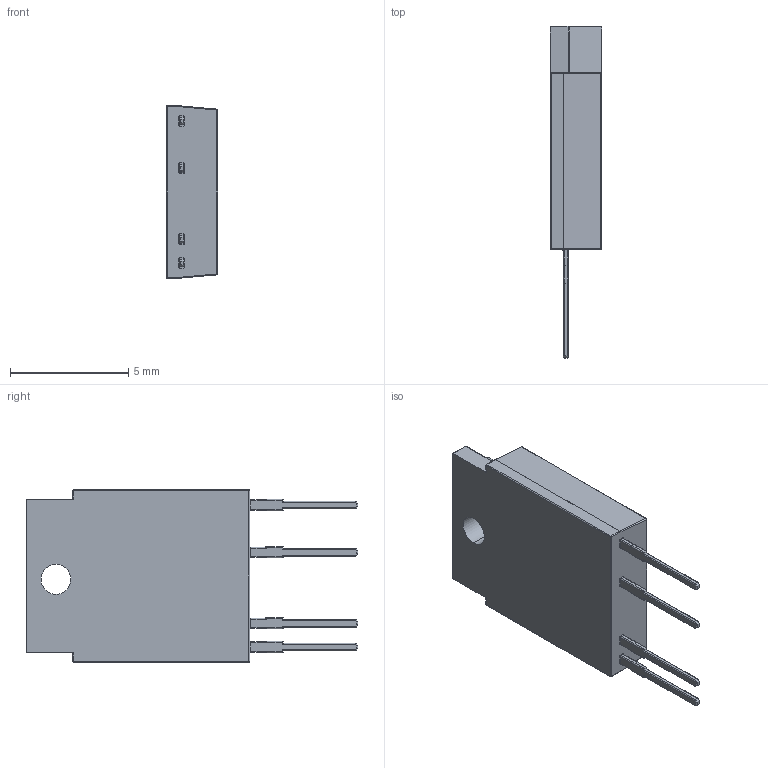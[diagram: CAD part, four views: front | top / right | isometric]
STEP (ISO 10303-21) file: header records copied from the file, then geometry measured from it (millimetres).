
FILE_DESCRIPTION(('STEP AP214'),'1');
FILE_NAME('tmp0.step','2017-01-22T19:35:19',(' '),(' '),'Spatial InterOp 3D',' ',' ');
FILE_SCHEMA(('automotive_design'));
Length unit declared in the file: millimetre
Products named in the file (1): Solid2
Bounding box: 2.17 x 14.02 x 7.28 mm (x, y, z)
Volume: 137.6 mm3; surface area: 226.3 mm2
Topology: 1 solids, 1 shells, 638 faces, 1674 edges, 1046 vertices
Faces by surface type: plane 258, bspline 234, cylinder 146
Entity records: 25859 total; most frequent: CARTESIAN_POINT 6965, ORIENTED_EDGE 3292, DIRECTION 2104, EDGE_CURVE 1646, VERTEX_POINT 1046, LINE 990, VECTOR 990, EDGE_LOOP 676
